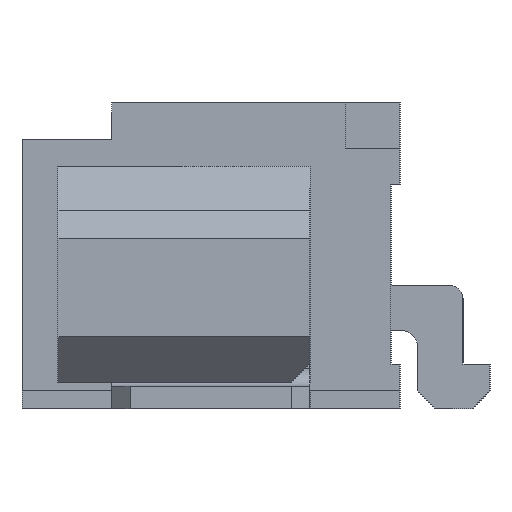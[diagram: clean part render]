
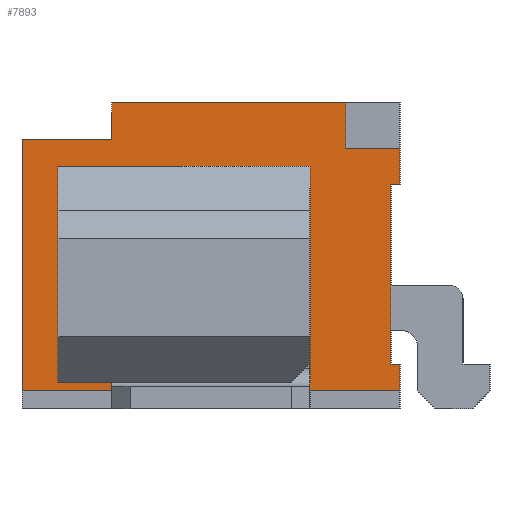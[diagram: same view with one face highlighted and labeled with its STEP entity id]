
A CAD part, left-side view. The second image highlights one B-rep face of the part: STEP entity #7893.
In plain terms, the highlighted planar face has unit normal (-1, 0, 0).
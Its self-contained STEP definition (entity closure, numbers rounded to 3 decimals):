
#105=DIRECTION('',(0.,0.,1.));
#106=VECTOR('',#105,0.3);
#107=CARTESIAN_POINT('',(-9.625,-3.225,-1.6));
#108=LINE('',#107,#106);
#297=DIRECTION('',(0.,0.,1.));
#298=VECTOR('',#297,0.4);
#299=CARTESIAN_POINT('',(-9.625,-3.225,0.7));
#300=LINE('',#299,#298);
#301=DIRECTION('',(0.,0.,1.));
#302=VECTOR('',#301,2.4);
#303=CARTESIAN_POINT('',(-9.625,-2.225,-1.5));
#304=LINE('',#303,#302);
#305=DIRECTION('',(0.,-1.,0.));
#306=VECTOR('',#305,2.8);
#307=CARTESIAN_POINT('',(-9.625,0.575,0.9));
#308=LINE('',#307,#306);
#309=DIRECTION('',(0.,0.,1.));
#310=VECTOR('',#309,2.4);
#311=CARTESIAN_POINT('',(-9.625,0.575,-1.5));
#312=LINE('',#311,#310);
#313=DIRECTION('',(0.,-1.,0.));
#314=VECTOR('',#313,2.8);
#315=CARTESIAN_POINT('',(-9.625,0.575,-1.5));
#316=LINE('',#315,#314);
#317=DIRECTION('',(0.,1.,0.));
#318=VECTOR('',#317,0.6);
#319=CARTESIAN_POINT('',(-9.625,-3.225,1.1));
#320=LINE('',#319,#318);
#321=DIRECTION('',(0.,1.,0.));
#322=VECTOR('',#321,0.1);
#323=CARTESIAN_POINT('',(-9.625,-3.225,0.7));
#324=LINE('',#323,#322);
#325=DIRECTION('',(0.,0.,1.));
#326=VECTOR('',#325,2.);
#327=CARTESIAN_POINT('',(-9.625,-3.125,-1.3));
#328=LINE('',#327,#326);
#329=DIRECTION('',(0.,1.,0.));
#330=VECTOR('',#329,0.1);
#331=CARTESIAN_POINT('',(-9.625,-3.225,-1.3));
#332=LINE('',#331,#330);
#333=DIRECTION('',(0.,-1.,0.));
#334=VECTOR('',#333,4.2);
#335=CARTESIAN_POINT('',(-9.625,0.975,-1.6));
#336=LINE('',#335,#334);
#337=DIRECTION('',(0.,0.,1.));
#338=VECTOR('',#337,2.8);
#339=CARTESIAN_POINT('',(-9.625,0.975,-1.6));
#340=LINE('',#339,#338);
#341=DIRECTION('',(0.,-1.,0.));
#342=VECTOR('',#341,1.);
#343=CARTESIAN_POINT('',(-9.625,0.975,1.2));
#344=LINE('',#343,#342);
#345=DIRECTION('',(0.,0.,-1.));
#346=VECTOR('',#345,0.4);
#347=CARTESIAN_POINT('',(-9.625,-0.025,1.6));
#348=LINE('',#347,#346);
#349=DIRECTION('',(0.,0.,-1.));
#350=VECTOR('',#349,0.5);
#351=CARTESIAN_POINT('',(-9.625,-2.625,1.6));
#352=LINE('',#351,#350);
#1430=DIRECTION('',(0.,-1.,0.));
#1431=VECTOR('',#1430,2.6);
#1432=CARTESIAN_POINT('',(-9.625,-0.025,1.6));
#1433=LINE('',#1432,#1431);
#5763=CARTESIAN_POINT('',(-9.625,-0.025,1.6));
#5765=VERTEX_POINT('',#5763);
#5775=CARTESIAN_POINT('',(-9.625,0.975,1.2));
#5776=CARTESIAN_POINT('',(-9.625,-0.025,1.2));
#5777=VERTEX_POINT('',#5775);
#5778=VERTEX_POINT('',#5776);
#5823=CARTESIAN_POINT('',(-9.625,-2.225,-1.5));
#5824=CARTESIAN_POINT('',(-9.625,-2.225,0.9));
#5825=VERTEX_POINT('',#5823);
#5826=VERTEX_POINT('',#5824);
#5827=CARTESIAN_POINT('',(-9.625,0.575,0.9));
#5828=VERTEX_POINT('',#5827);
#5829=CARTESIAN_POINT('',(-9.625,0.575,-1.5));
#5830=VERTEX_POINT('',#5829);
#6011=CARTESIAN_POINT('',(-9.625,-3.225,-1.3));
#6012=CARTESIAN_POINT('',(-9.625,-3.125,-1.3));
#6013=VERTEX_POINT('',#6011);
#6014=VERTEX_POINT('',#6012);
#6015=CARTESIAN_POINT('',(-9.625,-3.125,0.7));
#6016=VERTEX_POINT('',#6015);
#6017=CARTESIAN_POINT('',(-9.625,-3.225,0.7));
#6018=VERTEX_POINT('',#6017);
#6117=CARTESIAN_POINT('',(-9.625,-2.625,1.6));
#6118=VERTEX_POINT('',#6117);
#6119=CARTESIAN_POINT('',(-9.625,-3.225,1.1));
#6120=CARTESIAN_POINT('',(-9.625,-2.625,1.1));
#6121=VERTEX_POINT('',#6119);
#6122=VERTEX_POINT('',#6120);
#6495=CARTESIAN_POINT('',(-9.625,0.975,-1.6));
#6496=CARTESIAN_POINT('',(-9.625,-3.225,-1.6));
#6497=VERTEX_POINT('',#6495);
#6498=VERTEX_POINT('',#6496);
#7855=CARTESIAN_POINT('',(-9.625,0.975,-1.8));
#7856=DIRECTION('',(-1.,0.,0.));
#7857=DIRECTION('',(0.,-1.,0.));
#7858=AXIS2_PLACEMENT_3D('',#7855,#7856,#7857);
#7859=PLANE('',#7858);
#7861=ORIENTED_EDGE('',*,*,#7860,.F.);
#7862=ORIENTED_EDGE('',*,*,#7835,.F.);
#7864=ORIENTED_EDGE('',*,*,#7863,.T.);
#7866=ORIENTED_EDGE('',*,*,#7865,.F.);
#7867=ORIENTED_EDGE('',*,*,#7845,.F.);
#7868=ORIENTED_EDGE('',*,*,#7699,.F.);
#7870=ORIENTED_EDGE('',*,*,#7869,.F.);
#7872=ORIENTED_EDGE('',*,*,#7871,.T.);
#7874=ORIENTED_EDGE('',*,*,#7873,.T.);
#7876=ORIENTED_EDGE('',*,*,#7875,.F.);
#7878=ORIENTED_EDGE('',*,*,#7877,.T.);
#7880=ORIENTED_EDGE('',*,*,#7879,.T.);
#7881=EDGE_LOOP('',(#7861,#7862,#7864,#7866,#7867,#7868,#7870,#7872,#7874,#7876,
#7878,#7880));
#7882=FACE_OUTER_BOUND('',#7881,.F.);
#7884=ORIENTED_EDGE('',*,*,#7883,.T.);
#7886=ORIENTED_EDGE('',*,*,#7885,.F.);
#7888=ORIENTED_EDGE('',*,*,#7887,.F.);
#7890=ORIENTED_EDGE('',*,*,#7889,.T.);
#7891=EDGE_LOOP('',(#7884,#7886,#7888,#7890));
#7892=FACE_BOUND('',#7891,.F.);
#7893=ADVANCED_FACE('',(#7882,#7892),#7859,.T.);
#7699=EDGE_CURVE('',#6498,#6013,#108,.T.);
#7835=EDGE_CURVE('',#6018,#6121,#300,.T.);
#7845=EDGE_CURVE('',#6013,#6014,#332,.T.);
#7860=EDGE_CURVE('',#6121,#6122,#320,.T.);
#7863=EDGE_CURVE('',#6018,#6016,#324,.T.);
#7865=EDGE_CURVE('',#6014,#6016,#328,.T.);
#7869=EDGE_CURVE('',#6497,#6498,#336,.T.);
#7871=EDGE_CURVE('',#6497,#5777,#340,.T.);
#7873=EDGE_CURVE('',#5777,#5778,#344,.T.);
#7875=EDGE_CURVE('',#5765,#5778,#348,.T.);
#7877=EDGE_CURVE('',#5765,#6118,#1433,.T.);
#7879=EDGE_CURVE('',#6118,#6122,#352,.T.);
#7883=EDGE_CURVE('',#5825,#5826,#304,.T.);
#7885=EDGE_CURVE('',#5828,#5826,#308,.T.);
#7887=EDGE_CURVE('',#5830,#5828,#312,.T.);
#7889=EDGE_CURVE('',#5830,#5825,#316,.T.);
